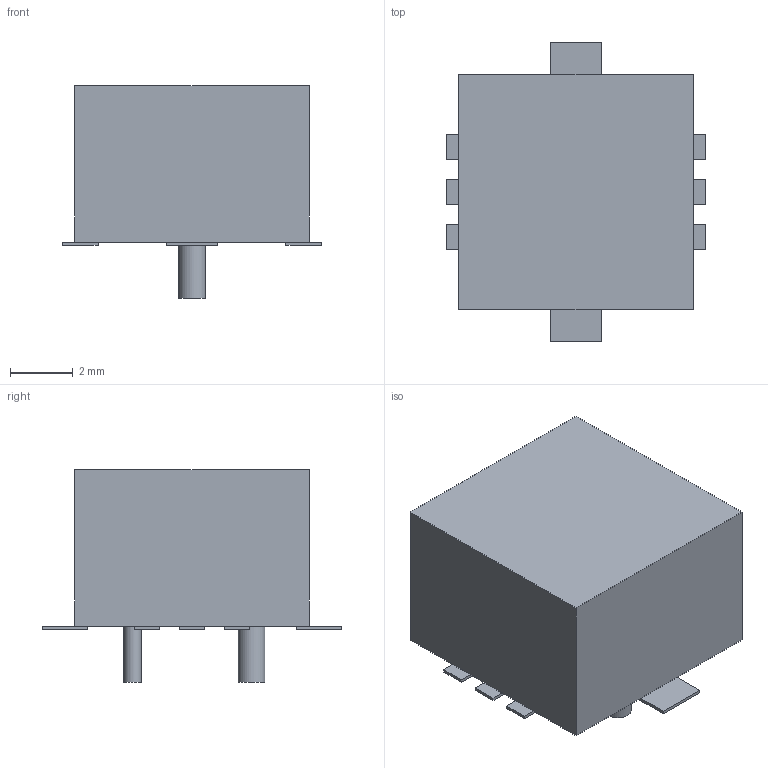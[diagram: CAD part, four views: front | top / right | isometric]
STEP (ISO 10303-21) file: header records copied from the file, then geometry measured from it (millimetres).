
FILE_DESCRIPTION(('FreeCAD Model'),'2;1');
FILE_NAME('2364835.1.7.stp','2020-12-01T12:18:29',( 'Author'),(''),'Open CASCADE STEP processor 6.9','FreeCAD','Unknown' );
FILE_SCHEMA(('AUTOMOTIVE_DESIGN { 1 0 10303 214 1 1 1 1 }'));
Length unit declared in the file: millimetre
Products named in the file (4): ASSEMBLY; Body; Pins; Lugs
Assembly tree (3 placements, depth 2):
  ASSEMBLY
    Body
    Pins
    Lugs
Bounding box: 8.3 x 9.54 x 6.8 mm (x, y, z)
Volume: 283.7 mm3; surface area: 296.1 mm2
Topology: 11 solids, 11 shells, 60 faces, 114 edges, 76 vertices
Faces by surface type: plane 58, cylinder 2
Full cylindrical faces by diameter (mm): 0.55 x1, 0.85 x1
Entity records: 3112 total; most frequent: CARTESIAN_POINT 482, DIRECTION 474, LINE 334, VECTOR 334, ORIENTED_EDGE 228, PCURVE 228, DEFINITIONAL_REPRESENTATION 228, EDGE_CURVE 114
